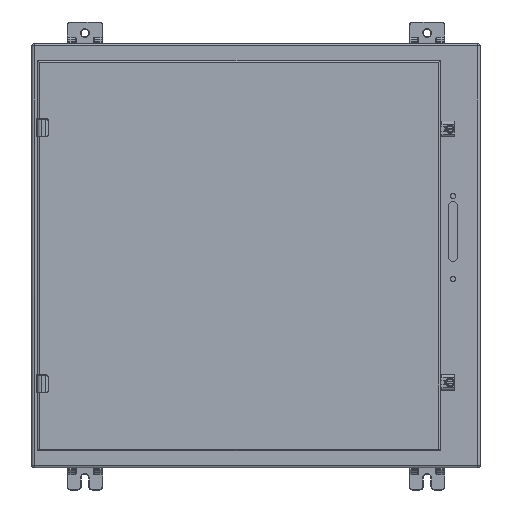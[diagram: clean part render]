
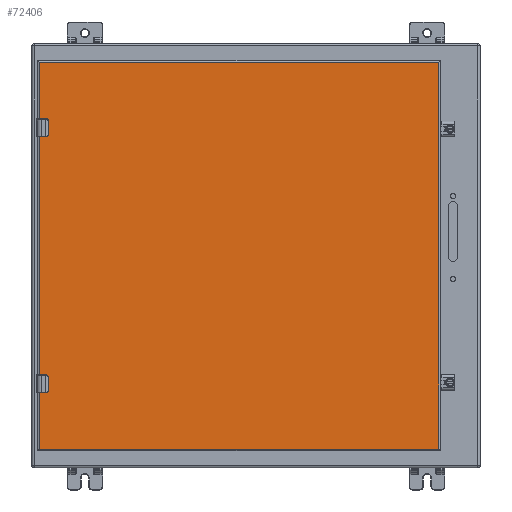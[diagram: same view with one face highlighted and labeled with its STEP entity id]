
A CAD part, top view. The second image highlights one B-rep face of the part: STEP entity #72406.
In plain terms, the highlighted planar face has unit normal (0, 0, 1).
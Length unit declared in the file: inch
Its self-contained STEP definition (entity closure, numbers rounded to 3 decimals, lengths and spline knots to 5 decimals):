
#130 = DIRECTION ( 'NONE',  ( -1., 0., 0. ) ) ;
#6675 = LINE ( 'NONE', #110422, #11534 ) ;
#7107 = CARTESIAN_POINT ( 'NONE',  ( 10.35876, -10.95263, 5.068 ) ) ;
#8117 = DIRECTION ( 'NONE',  ( 0., -1., 0. ) ) ;
#11534 = VECTOR ( 'NONE', #160610, 39.37008 ) ;
#18785 = VECTOR ( 'NONE', #8117, 39.37008 ) ;
#19022 = DIRECTION ( 'NONE',  ( 1., 0., 0. ) ) ;
#28651 = DIRECTION ( 'NONE',  ( 1., 0., 0. ) ) ;
#31777 = LINE ( 'NONE', #135473, #72341 ) ;
#35680 = EDGE_CURVE ( 'NONE', #133140, #112563, #118326, .T. ) ;
#38897 = CARTESIAN_POINT ( 'NONE',  ( 0., 0., 5.068 ) ) ;
#42172 = VERTEX_POINT ( 'NONE', #140385 ) ;
#55109 = EDGE_CURVE ( 'NONE', #42172, #158241, #31777, .T. ) ;
#70912 = ORIENTED_EDGE ( 'NONE', *, *, #35680, .T. ) ;
#72341 = VECTOR ( 'NONE', #19022, 39.37008 ) ;
#72406 = ADVANCED_FACE ( 'NONE', ( #157064 ), #142614, .T. ) ;
#75380 = VECTOR ( 'NONE', #130, 39.37008 ) ;
#83810 = CARTESIAN_POINT ( 'NONE',  ( -12.28376, 0., 5.068 ) ) ;
#84311 = CARTESIAN_POINT ( 'NONE',  ( -12.28376, 10.95263, 5.068 ) ) ;
#84651 = LINE ( 'NONE', #83810, #18785 ) ;
#86785 = EDGE_CURVE ( 'NONE', #158241, #133140, #6675, .T. ) ;
#90752 = DIRECTION ( 'NONE',  ( 0., 0., 1. ) ) ;
#92387 = ORIENTED_EDGE ( 'NONE', *, *, #55109, .T. ) ;
#98816 = EDGE_LOOP ( 'NONE', ( #150893, #70912, #160307, #92387 ) ) ;
#110422 = CARTESIAN_POINT ( 'NONE',  ( 10.35876, 0., 5.068 ) ) ;
#110736 = AXIS2_PLACEMENT_3D ( 'NONE', #38897, #90752, #28651 ) ;
#112563 = VERTEX_POINT ( 'NONE', #84311 ) ;
#118326 = LINE ( 'NONE', #132717, #75380 ) ;
#132717 = CARTESIAN_POINT ( 'NONE',  ( 0., 10.95263, 5.068 ) ) ;
#133140 = VERTEX_POINT ( 'NONE', #154609 ) ;
#135473 = CARTESIAN_POINT ( 'NONE',  ( 0., -10.95263, 5.068 ) ) ;
#140385 = CARTESIAN_POINT ( 'NONE',  ( -12.28376, -10.95263, 5.068 ) ) ;
#142614 = PLANE ( 'NONE',  #110736 ) ;
#142816 = EDGE_CURVE ( 'NONE', #112563, #42172, #84651, .T. ) ;
#150893 = ORIENTED_EDGE ( 'NONE', *, *, #86785, .T. ) ;
#154609 = CARTESIAN_POINT ( 'NONE',  ( 10.35876, 10.95263, 5.068 ) ) ;
#157064 = FACE_OUTER_BOUND ( 'NONE', #98816, .T. ) ;
#158241 = VERTEX_POINT ( 'NONE', #7107 ) ;
#160307 = ORIENTED_EDGE ( 'NONE', *, *, #142816, .T. ) ;
#160610 = DIRECTION ( 'NONE',  ( 0., 1., 0. ) ) ;
